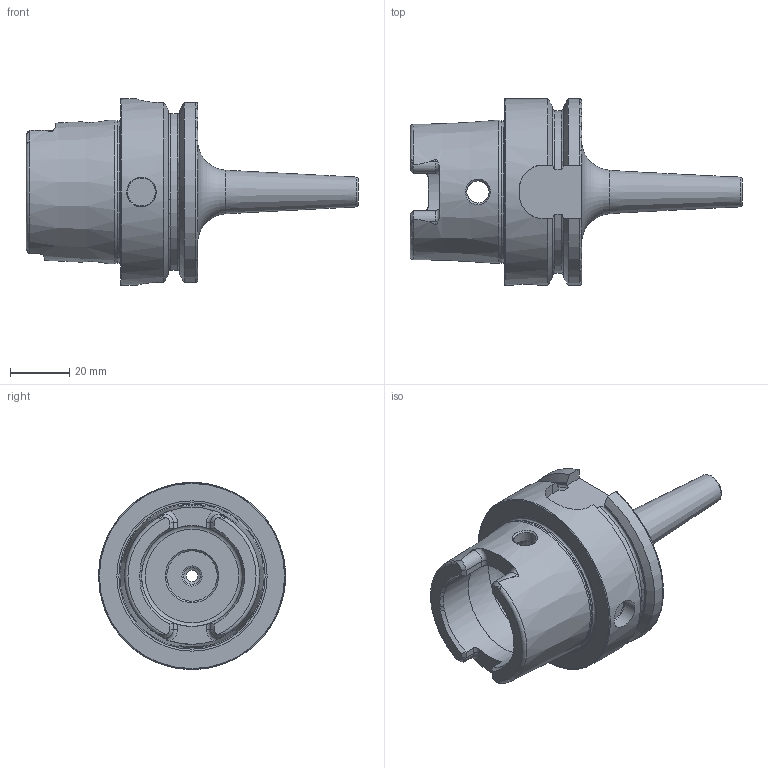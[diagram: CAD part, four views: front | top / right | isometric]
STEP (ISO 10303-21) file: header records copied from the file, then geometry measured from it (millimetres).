
FILE_DESCRIPTION (( 'STEP AP214' ), '1' );
FILE_NAME ('HA6.S04.K05.080.STEP', '2021-10-28T14:16:22', ( '' ), ( '' ), 'SwSTEP 2.0', 'SolidWorks 2017', '' );
FILE_SCHEMA (( 'AUTOMOTIVE_DESIGN' ));
Length unit declared in the file: millimetre
Products named in the file (1): HA6.S04.K05.080
Bounding box: 111.9 x 63 x 63 mm (x, y, z)
Volume: 87733.6 mm3; surface area: 25363.6 mm2
Topology: 1 solids, 1 shells, 139 faces, 366 edges, 234 vertices
Faces by surface type: plane 48, cylinder 34, cone 25, torus 22, bspline 10
Full cylindrical faces by diameter (mm): 4 x1, 5.5 x1, 6.8 x1, 7.5 x2, 8 x2, 10 x1, 17 x1, 19 x1, 34 x2, 40 x1, 47.941 x1, 63 x1
Entity records: 5689 total; most frequent: CARTESIAN_POINT 2566, ORIENTED_EDGE 644, DIRECTION 578, EDGE_CURVE 322, AXIS2_PLACEMENT_3D 241, VERTEX_POINT 225, EDGE_LOOP 185, FACE_OUTER_BOUND 165
